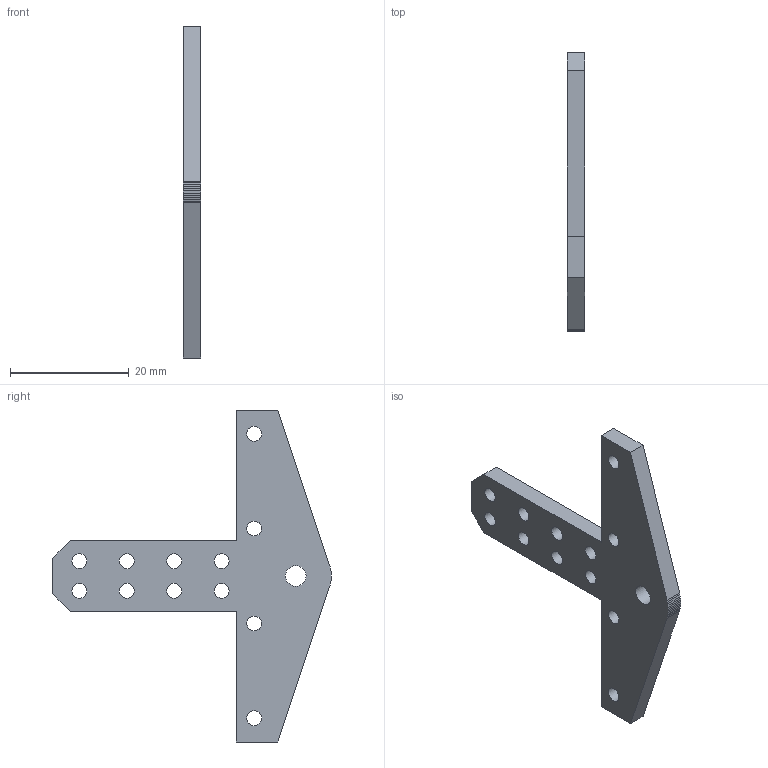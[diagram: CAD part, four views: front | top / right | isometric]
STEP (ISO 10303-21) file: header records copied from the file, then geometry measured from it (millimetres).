
FILE_DESCRIPTION(('FreeCAD Model'),'2;1');
FILE_NAME('rodilla1.step', '2015-03-04T17:51:57',('FreeCAD'),('FreeCAD'), 'Open CASCADE STEP processor 6.7','FreeCAD','Unknown');
FILE_SCHEMA(('AUTOMOTIVE_DESIGN_CC2 { 1 2 10303 214 -1 1 5 4 }'));
Length unit declared in the file: millimetre
Products named in the file (1): rodilla1
Bounding box: 3 x 47 x 56 mm (x, y, z)
Volume: 2841.3 mm3; surface area: 2772.1 mm2
Topology: 1 solids, 1 shells, 37 faces, 107 edges, 72 vertices
Faces by surface type: plane 24, cylinder 13
Full cylindrical faces by diameter (mm): 2.5 x12, 3.5 x1
Entity records: 2727 total; most frequent: CARTESIAN_POINT 519, DIRECTION 407, LINE 261, VECTOR 261, ORIENTED_EDGE 214, PCURVE 214, DEFINITIONAL_REPRESENTATION 214, EDGE_CURVE 107
